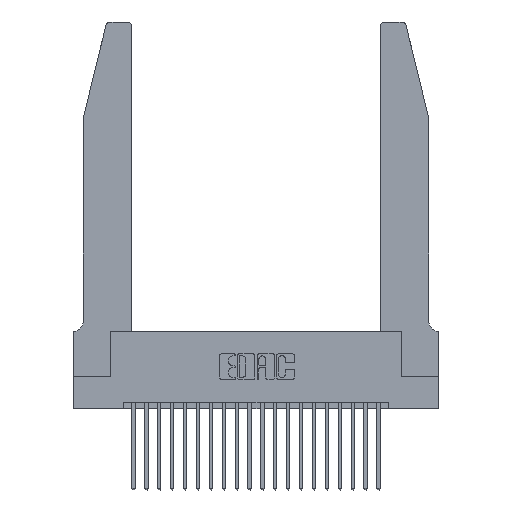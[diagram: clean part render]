
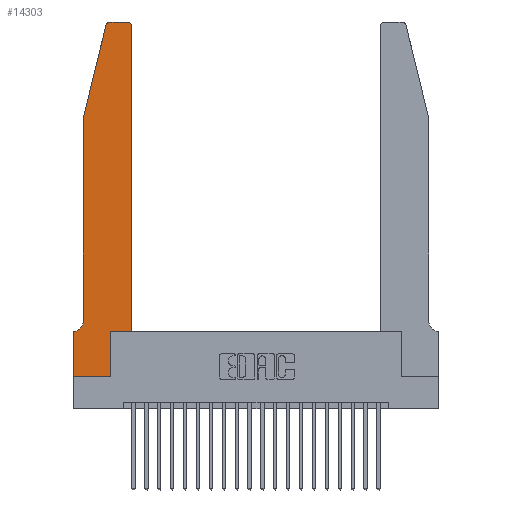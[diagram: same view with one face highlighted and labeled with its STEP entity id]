
A CAD part, top view. The second image highlights one B-rep face of the part: STEP entity #14303.
In plain terms, the highlighted planar face has unit normal (0, 0, 1).
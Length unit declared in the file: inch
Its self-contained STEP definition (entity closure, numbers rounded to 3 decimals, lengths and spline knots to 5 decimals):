
#27 = ORIENTED_EDGE ( 'NONE', *, *, #6973, .T. ) ;
#223 = VECTOR ( 'NONE', #18851, 39.37008 ) ;
#237 = ORIENTED_EDGE ( 'NONE', *, *, #12025, .T. ) ;
#381 = ORIENTED_EDGE ( 'NONE', *, *, #4636, .T. ) ;
#487 = ORIENTED_EDGE ( 'NONE', *, *, #8998, .T. ) ;
#567 = ORIENTED_EDGE ( 'NONE', *, *, #13763, .T. ) ;
#675 = ORIENTED_EDGE ( 'NONE', *, *, #19732, .T. ) ;
#769 = ORIENTED_EDGE ( 'NONE', *, *, #8897, .T. ) ;
#828 = VERTEX_POINT ( 'NONE', #22086 ) ;
#1171 = VERTEX_POINT ( 'NONE', #5381 ) ;
#1493 = AXIS2_PLACEMENT_3D ( 'NONE', #20616, #9986, #22375 ) ;
#2060 = VERTEX_POINT ( 'NONE', #2647 ) ;
#2243 = VERTEX_POINT ( 'NONE', #8105 ) ;
#2647 = CARTESIAN_POINT ( 'NONE',  ( 0.25487, 2.72718, 0.37 ) ) ;
#2971 = DIRECTION ( 'NONE',  ( 0., 1., 0. ) ) ;
#3089 = CARTESIAN_POINT ( 'NONE',  ( 0., 0., 0.37 ) ) ;
#3423 = DIRECTION ( 'NONE',  ( 1., 0., 0. ) ) ;
#4188 = VERTEX_POINT ( 'NONE', #9728 ) ;
#4334 = LINE ( 'NONE', #8979, #8654 ) ;
#4357 = CARTESIAN_POINT ( 'NONE',  ( 0.0755, 2., 0.37 ) ) ;
#4636 = EDGE_CURVE ( 'NONE', #6436, #1171, #4334, .T. ) ;
#5187 = VERTEX_POINT ( 'NONE', #23123 ) ;
#5233 = EDGE_CURVE ( 'NONE', #20717, #19158, #19502, .T. ) ;
#5381 = CARTESIAN_POINT ( 'NONE',  ( 0.2865, 0., 0.37 ) ) ;
#6115 = LINE ( 'NONE', #3089, #19855 ) ;
#6136 = PLANE ( 'NONE',  #16157 ) ;
#6325 = DIRECTION ( 'NONE',  ( 1., 0., 0. ) ) ;
#6436 = VERTEX_POINT ( 'NONE', #15309 ) ;
#6565 = CARTESIAN_POINT ( 'NONE',  ( 0.0055, 0.35, 0.37 ) ) ;
#6973 = EDGE_CURVE ( 'NONE', #2060, #20602, #16365, .T. ) ;
#7021 = VERTEX_POINT ( 'NONE', #11795 ) ;
#7064 = VECTOR ( 'NONE', #22887, 39.37008 ) ;
#7343 = ORIENTED_EDGE ( 'NONE', *, *, #5233, .T. ) ;
#7585 = CARTESIAN_POINT ( 'NONE',  ( 0.0755, 0.35, 0.37 ) ) ;
#7868 = LINE ( 'NONE', #14242, #8453 ) ;
#7987 = CARTESIAN_POINT ( 'NONE',  ( 0., 0.35, 0.37 ) ) ;
#8037 = VERTEX_POINT ( 'NONE', #11291 ) ;
#8105 = CARTESIAN_POINT ( 'NONE',  ( 0.284, 2.75, 0.37 ) ) ;
#8346 = LINE ( 'NONE', #22403, #21417 ) ;
#8453 = VECTOR ( 'NONE', #8910, 39.37008 ) ;
#8515 = DIRECTION ( 'NONE',  ( 0., 0., 1. ) ) ;
#8650 = DIRECTION ( 'NONE',  ( 0., -1., 0. ) ) ;
#8654 = VECTOR ( 'NONE', #3423, 39.37008 ) ;
#8700 = CARTESIAN_POINT ( 'NONE',  ( 0.2605, 2.75, 0.37 ) ) ;
#8897 = EDGE_CURVE ( 'NONE', #5187, #7021, #16924, .T. ) ;
#8910 = DIRECTION ( 'NONE',  ( 0., 1., 0. ) ) ;
#8979 = CARTESIAN_POINT ( 'NONE',  ( 0., 0., 0.37 ) ) ;
#8998 = EDGE_CURVE ( 'NONE', #1171, #8037, #22960, .T. ) ;
#9104 = EDGE_CURVE ( 'NONE', #7021, #2243, #11942, .T. ) ;
#9206 = CARTESIAN_POINT ( 'NONE',  ( 0.0055, 0.42, 0.37 ) ) ;
#9584 = LINE ( 'NONE', #15373, #223 ) ;
#9728 = CARTESIAN_POINT ( 'NONE',  ( 0.0755, 0.42, 0.37 ) ) ;
#9831 = DIRECTION ( 'NONE',  ( 1., 0., 0. ) ) ;
#9986 = DIRECTION ( 'NONE',  ( 0., 0., 1. ) ) ;
#10560 = AXIS2_PLACEMENT_3D ( 'NONE', #9206, #21616, #11027 ) ;
#11027 = DIRECTION ( 'NONE',  ( -1., 0., 0. ) ) ;
#11291 = CARTESIAN_POINT ( 'NONE',  ( 0.2865, 0.35, 0.37 ) ) ;
#11502 = ORIENTED_EDGE ( 'NONE', *, *, #20353, .T. ) ;
#11662 = VECTOR ( 'NONE', #20534, 39.37008 ) ;
#11795 = CARTESIAN_POINT ( 'NONE',  ( 0.4205, 2.75, 0.37 ) ) ;
#11871 = EDGE_CURVE ( 'NONE', #20602, #4188, #9584, .T. ) ;
#11888 = CARTESIAN_POINT ( 'NONE',  ( 0.0755, 2., 0.37 ) ) ;
#11942 = LINE ( 'NONE', #8700, #7064 ) ;
#12025 = EDGE_CURVE ( 'NONE', #19158, #6436, #6115, .T. ) ;
#12431 = ORIENTED_EDGE ( 'NONE', *, *, #9104, .T. ) ;
#13178 = CIRCLE ( 'NONE', #15622, 0.03 ) ;
#13256 = EDGE_CURVE ( 'NONE', #2243, #2060, #13178, .T. ) ;
#13763 = EDGE_CURVE ( 'NONE', #8037, #828, #8346, .T. ) ;
#13899 = CARTESIAN_POINT ( 'NONE',  ( 0.2865, 0.35, 0.37 ) ) ;
#14049 = ORIENTED_EDGE ( 'NONE', *, *, #13256, .T. ) ;
#14165 = VECTOR ( 'NONE', #2971, 39.37008 ) ;
#14242 = CARTESIAN_POINT ( 'NONE',  ( 0.4505, 0.35, 0.37 ) ) ;
#14303 = ADVANCED_FACE ( 'NONE', ( #18649 ), #6136, .T. ) ;
#14792 = VECTOR ( 'NONE', #18379, 39.37008 ) ;
#15309 = CARTESIAN_POINT ( 'NONE',  ( 0., 0., 0.37 ) ) ;
#15373 = CARTESIAN_POINT ( 'NONE',  ( 0.0755, 2., 0.37 ) ) ;
#15622 = AXIS2_PLACEMENT_3D ( 'NONE', #19201, #8515, #20958 ) ;
#16157 = AXIS2_PLACEMENT_3D ( 'NONE', #7987, #20474, #9831 ) ;
#16365 = LINE ( 'NONE', #4357, #11662 ) ;
#16924 = CIRCLE ( 'NONE', #1493, 0.03 ) ;
#18379 = DIRECTION ( 'NONE',  ( -1., 0., 0. ) ) ;
#18649 = FACE_OUTER_BOUND ( 'NONE', #20670, .T. ) ;
#18851 = DIRECTION ( 'NONE',  ( 0., -1., 0. ) ) ;
#19158 = VERTEX_POINT ( 'NONE', #21514 ) ;
#19201 = CARTESIAN_POINT ( 'NONE',  ( 0.284, 2.72, 0.37 ) ) ;
#19313 = ORIENTED_EDGE ( 'NONE', *, *, #11871, .T. ) ;
#19502 = LINE ( 'NONE', #7585, #14792 ) ;
#19732 = EDGE_CURVE ( 'NONE', #828, #5187, #7868, .T. ) ;
#19855 = VECTOR ( 'NONE', #8650, 39.37008 ) ;
#20353 = EDGE_CURVE ( 'NONE', #4188, #20717, #23402, .T. ) ;
#20474 = DIRECTION ( 'NONE',  ( 0., 0., 1. ) ) ;
#20534 = DIRECTION ( 'NONE',  ( -0.239, -0.971, 0. ) ) ;
#20602 = VERTEX_POINT ( 'NONE', #11888 ) ;
#20616 = CARTESIAN_POINT ( 'NONE',  ( 0.4205, 2.72, 0.37 ) ) ;
#20670 = EDGE_LOOP ( 'NONE', ( #12431, #14049, #27, #19313, #11502, #7343, #237, #381, #487, #567, #675, #769 ) ) ;
#20717 = VERTEX_POINT ( 'NONE', #6565 ) ;
#20958 = DIRECTION ( 'NONE',  ( 1., 0., 0. ) ) ;
#21417 = VECTOR ( 'NONE', #6325, 39.37008 ) ;
#21514 = CARTESIAN_POINT ( 'NONE',  ( 0., 0.35, 0.37 ) ) ;
#21616 = DIRECTION ( 'NONE',  ( 0., 0., -1. ) ) ;
#22086 = CARTESIAN_POINT ( 'NONE',  ( 0.4505, 0.35, 0.37 ) ) ;
#22375 = DIRECTION ( 'NONE',  ( 1., 0., 0. ) ) ;
#22403 = CARTESIAN_POINT ( 'NONE',  ( 0.4505, 0.35, 0.37 ) ) ;
#22887 = DIRECTION ( 'NONE',  ( -1., 0., 0. ) ) ;
#22960 = LINE ( 'NONE', #13899, #14165 ) ;
#23123 = CARTESIAN_POINT ( 'NONE',  ( 0.4505, 2.72, 0.37 ) ) ;
#23402 = CIRCLE ( 'NONE', #10560, 0.07 ) ;
